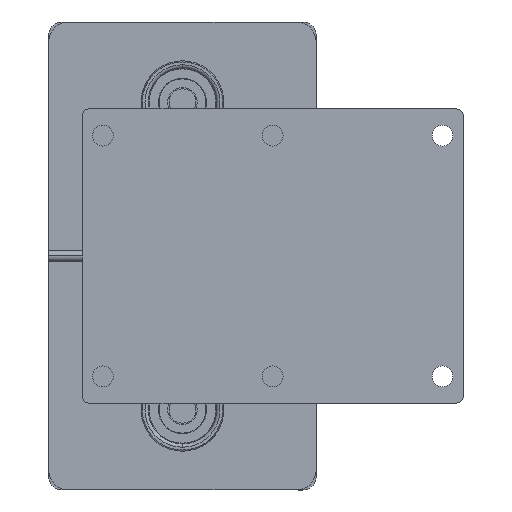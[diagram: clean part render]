
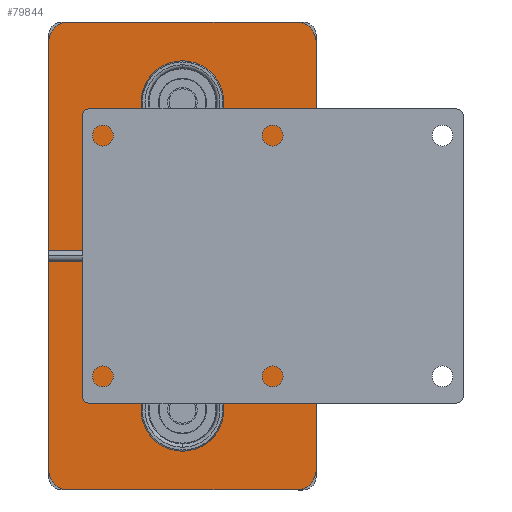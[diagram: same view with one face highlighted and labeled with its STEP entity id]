
A CAD part, front view. The second image highlights one B-rep face of the part: STEP entity #79844.
In plain terms, the highlighted face is planar.
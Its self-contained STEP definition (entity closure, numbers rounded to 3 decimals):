
#536 = DIRECTION ( 'NONE',  ( -1., 0., 0. ) ) ;
#698 = CARTESIAN_POINT ( 'NONE',  ( -85., 175., 1203. ) ) ;
#882 = DIRECTION ( 'NONE',  ( -1., 0., 0. ) ) ;
#1172 = ORIENTED_EDGE ( 'NONE', *, *, #7690, .T. ) ;
#3173 = CARTESIAN_POINT ( 'NONE',  ( 31., -115., 1203. ) ) ;
#3452 = CARTESIAN_POINT ( 'NONE',  ( -85., 160., 1203. ) ) ;
#5309 = VERTEX_POINT ( 'NONE', #55612 ) ;
#5696 = CARTESIAN_POINT ( 'NONE',  ( 85., 175., 1203. ) ) ;
#7522 = ORIENTED_EDGE ( 'NONE', *, *, #13489, .T. ) ;
#7690 = EDGE_CURVE ( 'NONE', #40054, #57415, #96572, .T. ) ;
#9989 = FACE_OUTER_BOUND ( 'NONE', #47764, .T. ) ;
#10285 = DIRECTION ( 'NONE',  ( 0., 0., 1. ) ) ;
#10354 = AXIS2_PLACEMENT_3D ( 'NONE', #15887, #101901, #88245 ) ;
#10447 = CARTESIAN_POINT ( 'NONE',  ( 0., -115., 1203. ) ) ;
#11028 = DIRECTION ( 'NONE',  ( -1., 0., 0. ) ) ;
#11124 = AXIS2_PLACEMENT_3D ( 'NONE', #57937, #10285, #90016 ) ;
#12060 = AXIS2_PLACEMENT_3D ( 'NONE', #98102, #26216, #11028 ) ;
#13489 = EDGE_CURVE ( 'NONE', #75402, #44126, #86302, .T. ) ;
#13584 = CARTESIAN_POINT ( 'NONE',  ( -85., -160., 1203. ) ) ;
#13745 = VERTEX_POINT ( 'NONE', #77581 ) ;
#13935 = CARTESIAN_POINT ( 'NONE',  ( -100., -160., 1203. ) ) ;
#14760 = VERTEX_POINT ( 'NONE', #698 ) ;
#15354 = CARTESIAN_POINT ( 'NONE',  ( 0., -115., 1203. ) ) ;
#15494 = AXIS2_PLACEMENT_3D ( 'NONE', #13584, #53353, #85403 ) ;
#15887 = CARTESIAN_POINT ( 'NONE',  ( 85., -160., 1203. ) ) ;
#16011 = CARTESIAN_POINT ( 'NONE',  ( 100., 160., 1203. ) ) ;
#16108 = ORIENTED_EDGE ( 'NONE', *, *, #74758, .T. ) ;
#17524 = CIRCLE ( 'NONE', #39258, 31. ) ;
#18741 = DIRECTION ( 'NONE',  ( 0., 0., 1. ) ) ;
#19630 = VERTEX_POINT ( 'NONE', #70327 ) ;
#20504 = CARTESIAN_POINT ( 'NONE',  ( 85., -175., 1203. ) ) ;
#20549 = CIRCLE ( 'NONE', #15494, 15. ) ;
#20661 = ORIENTED_EDGE ( 'NONE', *, *, #46218, .F. ) ;
#21218 = DIRECTION ( 'NONE',  ( -1., 0., 0. ) ) ;
#21433 = AXIS2_PLACEMENT_3D ( 'NONE', #3452, #100956, #21218 ) ;
#22648 = VERTEX_POINT ( 'NONE', #45886 ) ;
#22850 = CARTESIAN_POINT ( 'NONE',  ( 0., 0., 1203. ) ) ;
#24880 = CARTESIAN_POINT ( 'NONE',  ( -31., -115., 1203. ) ) ;
#25710 = FACE_BOUND ( 'NONE', #45330, .T. ) ;
#26216 = DIRECTION ( 'NONE',  ( 0., 0., -1. ) ) ;
#27587 = CARTESIAN_POINT ( 'NONE',  ( 31., 115., 1203. ) ) ;
#30147 = DIRECTION ( 'NONE',  ( 0., -1., 0. ) ) ;
#32463 = CARTESIAN_POINT ( 'NONE',  ( 85., 160., 1203. ) ) ;
#33304 = DIRECTION ( 'NONE',  ( 1., 0., 0. ) ) ;
#34459 = AXIS2_PLACEMENT_3D ( 'NONE', #66436, #18741, #51169 ) ;
#36076 = CIRCLE ( 'NONE', #34459, 31. ) ;
#36117 = CARTESIAN_POINT ( 'NONE',  ( 0., 0., 1203. ) ) ;
#36965 = CIRCLE ( 'NONE', #99014, 71.5 ) ;
#37583 = LINE ( 'NONE', #70623, #82919 ) ;
#39258 = AXIS2_PLACEMENT_3D ( 'NONE', #10447, #67018, #51248 ) ;
#40054 = VERTEX_POINT ( 'NONE', #82949 ) ;
#40678 = VECTOR ( 'NONE', #882, 1000. ) ;
#41926 = PLANE ( 'NONE',  #12060 ) ;
#42298 = ORIENTED_EDGE ( 'NONE', *, *, #83624, .F. ) ;
#42714 = AXIS2_PLACEMENT_3D ( 'NONE', #15354, #86647, #63537 ) ;
#44126 = VERTEX_POINT ( 'NONE', #3173 ) ;
#45330 = EDGE_LOOP ( 'NONE', ( #85508, #1172 ) ) ;
#45886 = CARTESIAN_POINT ( 'NONE',  ( 71.5, 0., 1203. ) ) ;
#45935 = DIRECTION ( 'NONE',  ( 0., 1., 0. ) ) ;
#46218 = EDGE_CURVE ( 'NONE', #57336, #14760, #56391, .T. ) ;
#46299 = EDGE_CURVE ( 'NONE', #19630, #102629, #47986, .T. ) ;
#46554 = ORIENTED_EDGE ( 'NONE', *, *, #78834, .T. ) ;
#47764 = EDGE_LOOP ( 'NONE', ( #83464, #20661, #62163, #42298, #73186, #57516, #56410, #80868 ) ) ;
#47986 = LINE ( 'NONE', #48504, #67455 ) ;
#48473 = CARTESIAN_POINT ( 'NONE',  ( -100., 160., 1203. ) ) ;
#48504 = CARTESIAN_POINT ( 'NONE',  ( -85., -175., 1203. ) ) ;
#49773 = FACE_BOUND ( 'NONE', #55361, .T. ) ;
#50485 = CIRCLE ( 'NONE', #10354, 15. ) ;
#51169 = DIRECTION ( 'NONE',  ( -1., 0., 0. ) ) ;
#51248 = DIRECTION ( 'NONE',  ( 1., 0., 0. ) ) ;
#52044 = EDGE_CURVE ( 'NONE', #14760, #66154, #66642, .T. ) ;
#52161 = CARTESIAN_POINT ( 'NONE',  ( 100., -160., 1203. ) ) ;
#53353 = DIRECTION ( 'NONE',  ( 0., 0., 1. ) ) ;
#54344 = VECTOR ( 'NONE', #30147, 1000. ) ;
#54555 = ORIENTED_EDGE ( 'NONE', *, *, #61047, .T. ) ;
#54787 = DIRECTION ( 'NONE',  ( 0., 0., 1. ) ) ;
#55361 = EDGE_LOOP ( 'NONE', ( #16108, #7522 ) ) ;
#55612 = CARTESIAN_POINT ( 'NONE',  ( -71.5, 0., 1203. ) ) ;
#56391 = LINE ( 'NONE', #64268, #40678 ) ;
#56410 = ORIENTED_EDGE ( 'NONE', *, *, #62556, .F. ) ;
#57316 = CIRCLE ( 'NONE', #75717, 71.5 ) ;
#57336 = VERTEX_POINT ( 'NONE', #5696 ) ;
#57415 = VERTEX_POINT ( 'NONE', #27587 ) ;
#57516 = ORIENTED_EDGE ( 'NONE', *, *, #46299, .F. ) ;
#57937 = CARTESIAN_POINT ( 'NONE',  ( 0., 115., 1203. ) ) ;
#61047 = EDGE_CURVE ( 'NONE', #22648, #5309, #36965, .T. ) ;
#61909 = CIRCLE ( 'NONE', #85452, 15. ) ;
#62163 = ORIENTED_EDGE ( 'NONE', *, *, #101006, .F. ) ;
#62556 = EDGE_CURVE ( 'NONE', #13745, #19630, #20549, .T. ) ;
#63537 = DIRECTION ( 'NONE',  ( 1., 0., 0. ) ) ;
#64268 = CARTESIAN_POINT ( 'NONE',  ( -85., 175., 1203. ) ) ;
#66154 = VERTEX_POINT ( 'NONE', #48473 ) ;
#66436 = CARTESIAN_POINT ( 'NONE',  ( 0., 115., 1203. ) ) ;
#66642 = CIRCLE ( 'NONE', #21433, 15. ) ;
#67018 = DIRECTION ( 'NONE',  ( 0., 0., 1. ) ) ;
#67455 = VECTOR ( 'NONE', #87922, 1000. ) ;
#67890 = EDGE_LOOP ( 'NONE', ( #54555, #46554 ) ) ;
#70327 = CARTESIAN_POINT ( 'NONE',  ( -85., -175., 1203. ) ) ;
#70623 = CARTESIAN_POINT ( 'NONE',  ( 100., -160., 1203. ) ) ;
#72501 = VERTEX_POINT ( 'NONE', #16011 ) ;
#73186 = ORIENTED_EDGE ( 'NONE', *, *, #90541, .F. ) ;
#74758 = EDGE_CURVE ( 'NONE', #44126, #75402, #17524, .T. ) ;
#75281 = EDGE_CURVE ( 'NONE', #66154, #13745, #78365, .T. ) ;
#75402 = VERTEX_POINT ( 'NONE', #24880 ) ;
#75717 = AXIS2_PLACEMENT_3D ( 'NONE', #22850, #54787, #33304 ) ;
#76993 = DIRECTION ( 'NONE',  ( 1., 0., 0. ) ) ;
#77581 = CARTESIAN_POINT ( 'NONE',  ( -100., -160., 1203. ) ) ;
#78365 = LINE ( 'NONE', #13935, #54344 ) ;
#78834 = EDGE_CURVE ( 'NONE', #5309, #22648, #57316, .T. ) ;
#79844 = ADVANCED_FACE ( 'NONE', ( #25710, #49773, #81811, #9989 ), #41926, .T. ) ;
#80868 = ORIENTED_EDGE ( 'NONE', *, *, #75281, .F. ) ;
#81811 = FACE_BOUND ( 'NONE', #67890, .T. ) ;
#82919 = VECTOR ( 'NONE', #45935, 1000. ) ;
#82949 = CARTESIAN_POINT ( 'NONE',  ( -31., 115., 1203. ) ) ;
#83464 = ORIENTED_EDGE ( 'NONE', *, *, #52044, .F. ) ;
#83624 = EDGE_CURVE ( 'NONE', #91607, #72501, #37583, .T. ) ;
#85403 = DIRECTION ( 'NONE',  ( -1., 0., 0. ) ) ;
#85452 = AXIS2_PLACEMENT_3D ( 'NONE', #32463, #88073, #536 ) ;
#85508 = ORIENTED_EDGE ( 'NONE', *, *, #85592, .T. ) ;
#85592 = EDGE_CURVE ( 'NONE', #57415, #40054, #36076, .T. ) ;
#86302 = CIRCLE ( 'NONE', #42714, 31. ) ;
#86647 = DIRECTION ( 'NONE',  ( 0., 0., 1. ) ) ;
#87922 = DIRECTION ( 'NONE',  ( 1., 0., 0. ) ) ;
#88073 = DIRECTION ( 'NONE',  ( 0., 0., 1. ) ) ;
#88245 = DIRECTION ( 'NONE',  ( -1., 0., 0. ) ) ;
#90016 = DIRECTION ( 'NONE',  ( -1., 0., 0. ) ) ;
#90541 = EDGE_CURVE ( 'NONE', #102629, #91607, #50485, .T. ) ;
#91607 = VERTEX_POINT ( 'NONE', #52161 ) ;
#92810 = DIRECTION ( 'NONE',  ( 0., 0., 1. ) ) ;
#96572 = CIRCLE ( 'NONE', #11124, 31. ) ;
#98102 = CARTESIAN_POINT ( 'NONE',  ( -85., 160., 1203. ) ) ;
#99014 = AXIS2_PLACEMENT_3D ( 'NONE', #36117, #92810, #76993 ) ;
#100956 = DIRECTION ( 'NONE',  ( 0., 0., 1. ) ) ;
#101006 = EDGE_CURVE ( 'NONE', #72501, #57336, #61909, .T. ) ;
#101901 = DIRECTION ( 'NONE',  ( 0., 0., 1. ) ) ;
#102629 = VERTEX_POINT ( 'NONE', #20504 ) ;
